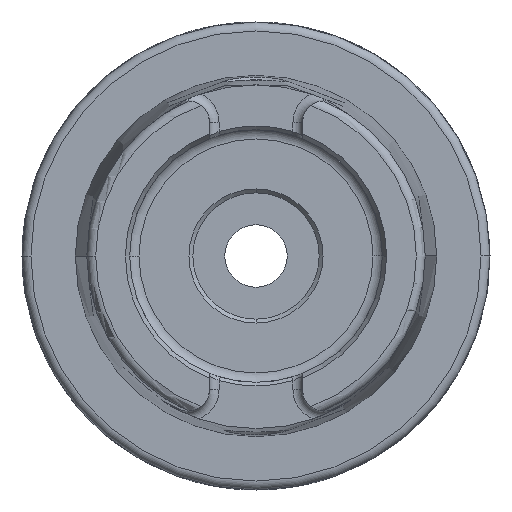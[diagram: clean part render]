
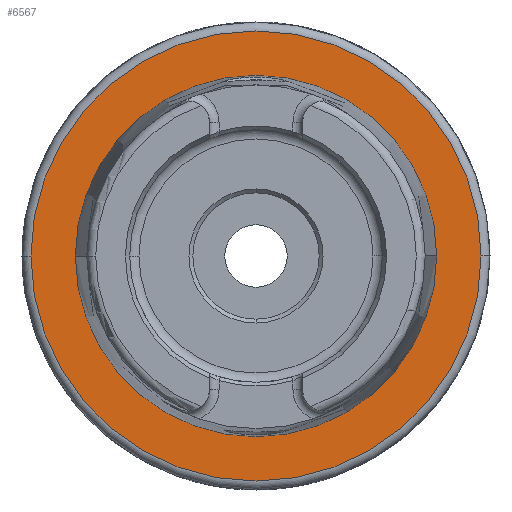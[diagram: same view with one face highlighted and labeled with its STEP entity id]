
A CAD part, left-side view. The second image highlights one B-rep face of the part: STEP entity #6567.
In plain terms, the highlighted planar face has unit normal (-1, 0, 0).
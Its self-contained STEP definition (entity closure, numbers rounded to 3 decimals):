
#311 = ORIENTED_EDGE ( 'NONE', *, *, #531, .T. ) ;
#404 = DIRECTION ( 'NONE',  ( 0., 1., 0. ) ) ;
#531 = EDGE_CURVE ( 'NONE', #6497, #3661, #2818, .T. ) ;
#615 = DIRECTION ( 'NONE',  ( 1., 0., 0. ) ) ;
#813 = EDGE_CURVE ( 'NONE', #3661, #6497, #1069, .T. ) ;
#884 = CIRCLE ( 'NONE', #4707, 30.3 ) ;
#932 = CARTESIAN_POINT ( 'NONE',  ( 0., 24.321, 0. ) ) ;
#1069 = CIRCLE ( 'NONE', #1928, 24.321 ) ;
#1159 = CARTESIAN_POINT ( 'NONE',  ( 0., -30.3, 0. ) ) ;
#1262 = CIRCLE ( 'NONE', #5081, 30.3 ) ;
#1408 = PLANE ( 'NONE',  #4183 ) ;
#1841 = DIRECTION ( 'NONE',  ( -1., 0., 0. ) ) ;
#1928 = AXIS2_PLACEMENT_3D ( 'NONE', #4496, #6156, #404 ) ;
#2036 = EDGE_LOOP ( 'NONE', ( #311, #3977 ) ) ;
#2160 = AXIS2_PLACEMENT_3D ( 'NONE', #3189, #615, #2697 ) ;
#2171 = VERTEX_POINT ( 'NONE', #3554 ) ;
#2297 = DIRECTION ( 'NONE',  ( 0., 1., 0. ) ) ;
#2697 = DIRECTION ( 'NONE',  ( 0., 1., 0. ) ) ;
#2818 = CIRCLE ( 'NONE', #2160, 24.321 ) ;
#3034 = EDGE_LOOP ( 'NONE', ( #3636, #5824 ) ) ;
#3189 = CARTESIAN_POINT ( 'NONE',  ( 0., 0., 0. ) ) ;
#3358 = EDGE_CURVE ( 'NONE', #2171, #3685, #1262, .T. ) ;
#3503 = FACE_OUTER_BOUND ( 'NONE', #3034, .T. ) ;
#3554 = CARTESIAN_POINT ( 'NONE',  ( 0., 30.3, 0. ) ) ;
#3636 = ORIENTED_EDGE ( 'NONE', *, *, #3358, .F. ) ;
#3661 = VERTEX_POINT ( 'NONE', #3732 ) ;
#3685 = VERTEX_POINT ( 'NONE', #1159 ) ;
#3732 = CARTESIAN_POINT ( 'NONE',  ( 0., -24.321, 0. ) ) ;
#3972 = FACE_BOUND ( 'NONE', #2036, .T. ) ;
#3977 = ORIENTED_EDGE ( 'NONE', *, *, #813, .T. ) ;
#4183 = AXIS2_PLACEMENT_3D ( 'NONE', #932, #1841, #5518 ) ;
#4496 = CARTESIAN_POINT ( 'NONE',  ( 0., 0., 0. ) ) ;
#4707 = AXIS2_PLACEMENT_3D ( 'NONE', #5893, #4892, #2297 ) ;
#4892 = DIRECTION ( 'NONE',  ( 1., 0., 0. ) ) ;
#5081 = AXIS2_PLACEMENT_3D ( 'NONE', #5578, #5954, #5990 ) ;
#5518 = DIRECTION ( 'NONE',  ( 0., -1., 0. ) ) ;
#5578 = CARTESIAN_POINT ( 'NONE',  ( 0., 0., 0. ) ) ;
#5824 = ORIENTED_EDGE ( 'NONE', *, *, #5895, .F. ) ;
#5893 = CARTESIAN_POINT ( 'NONE',  ( 0., 0., 0. ) ) ;
#5895 = EDGE_CURVE ( 'NONE', #3685, #2171, #884, .T. ) ;
#5954 = DIRECTION ( 'NONE',  ( 1., 0., 0. ) ) ;
#5990 = DIRECTION ( 'NONE',  ( 0., 1., 0. ) ) ;
#6156 = DIRECTION ( 'NONE',  ( 1., 0., 0. ) ) ;
#6343 = CARTESIAN_POINT ( 'NONE',  ( 0., 24.321, 0. ) ) ;
#6497 = VERTEX_POINT ( 'NONE', #6343 ) ;
#6567 = ADVANCED_FACE ( 'NONE', ( #3972, #3503 ), #1408, .T. ) ;
